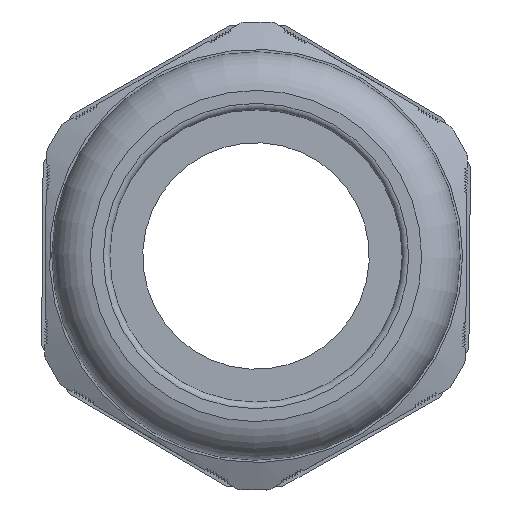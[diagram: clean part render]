
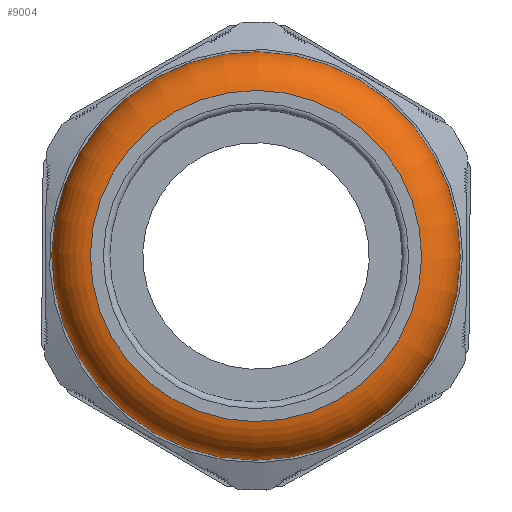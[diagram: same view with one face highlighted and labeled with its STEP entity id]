
A CAD part, left-side view. The second image highlights one B-rep face of the part: STEP entity #9004.
In plain terms, the highlighted toroidal (fillet/blend) face has major radius 24.514 mm and minor radius 7.041 mm.
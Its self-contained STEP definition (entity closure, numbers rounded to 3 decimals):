
#2216=FACE_BOUND('',#2988,.T.);
#2490=FACE_OUTER_BOUND('',#2987,.T.);
#2987=EDGE_LOOP('',(#7134));
#2988=EDGE_LOOP('',(#7135));
#3271=CIRCLE('',#9301,25.58);
#3392=CIRCLE('',#9659,31.555);
#3644=VERTEX_POINT('',#12697);
#4115=VERTEX_POINT('',#15732);
#4575=EDGE_CURVE('',#3644,#3644,#3271,.T.);
#5279=EDGE_CURVE('',#4115,#4115,#3392,.T.);
#7134=ORIENTED_EDGE('',*,*,#5279,.F.);
#7135=ORIENTED_EDGE('',*,*,#4575,.T.);
#8710=TOROIDAL_SURFACE('',#9658,24.514,7.041);
#9004=ADVANCED_FACE('',(#2490,#2216),#8710,.T.);
#9301=AXIS2_PLACEMENT_3D('',#12698,#10196,#10197);
#9658=AXIS2_PLACEMENT_3D('',#15731,#11405,#11406);
#9659=AXIS2_PLACEMENT_3D('',#15733,#11407,#11408);
#10196=DIRECTION('center_axis',(1.,0.,0.));
#10197=DIRECTION('ref_axis',(0.,0.,-1.));
#11405=DIRECTION('center_axis',(1.,0.,0.));
#11406=DIRECTION('ref_axis',(0.,0.,-1.));
#11407=DIRECTION('center_axis',(1.,0.,0.));
#11408=DIRECTION('ref_axis',(0.,0.,-1.));
#12697=CARTESIAN_POINT('',(-33.47,25.58,0.));
#12698=CARTESIAN_POINT('Origin',(-33.47,0.,0.));
#15731=CARTESIAN_POINT('Origin',(-26.51,0.,0.));
#15732=CARTESIAN_POINT('',(-26.51,31.555,0.));
#15733=CARTESIAN_POINT('Origin',(-26.51,0.,0.));
